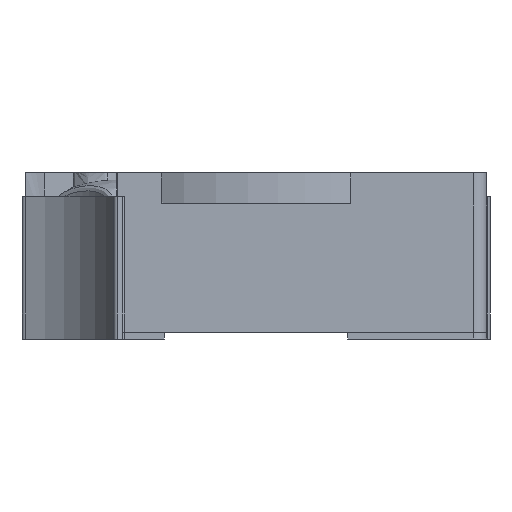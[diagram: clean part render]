
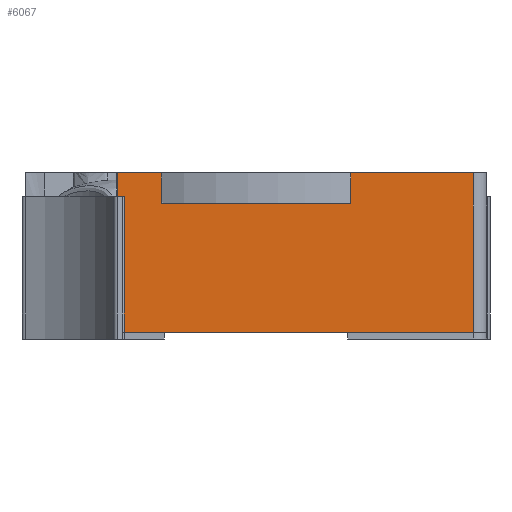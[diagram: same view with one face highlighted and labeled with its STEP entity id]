
A CAD part, front view. The second image highlights one B-rep face of the part: STEP entity #6067.
In plain terms, the highlighted free-form (B-spline) face has degree [1, 1] with [2, 2] control points.
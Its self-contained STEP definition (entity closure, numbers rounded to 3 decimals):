
#5389=CARTESIAN_POINT('',(3.2,-3.4,0.));
#5390=VERTEX_POINT('',#5389);
#5421=CARTESIAN_POINT('',(1.4,-3.4,0.));
#5422=VERTEX_POINT('',#5421);
#5428=CARTESIAN_POINT('',(1.4,-3.4,0.));
#5429=CARTESIAN_POINT('',(3.2,-3.4,0.));
#5430=B_SPLINE_CURVE_WITH_KNOTS('',1,(#5428,#5429),.POLYLINE_FORM.,.F.,.U.,(2,2),(0.706,0.971),.UNSPECIFIED.);
#5431=EDGE_CURVE('',#5422,#5390,#5430,.T.);
#5494=CARTESIAN_POINT('',(-1.4,-3.4,0.));
#5495=VERTEX_POINT('',#5494);
#5496=CARTESIAN_POINT('',(-1.4,-3.4,-0.45));
#5497=VERTEX_POINT('',#5496);
#5498=CARTESIAN_POINT('',(-1.4,-3.4,0.));
#5499=CARTESIAN_POINT('',(-1.4,-3.4,-0.45));
#5500=B_SPLINE_CURVE_WITH_KNOTS('',1,(#5498,#5499),.POLYLINE_FORM.,.F.,.U.,(2,2),(0.582,0.633),.UNSPECIFIED.);
#5501=EDGE_CURVE('',#5495,#5497,#5500,.T.);
#5538=CARTESIAN_POINT('',(1.4,-3.4,-0.45));
#5539=VERTEX_POINT('',#5538);
#5545=CARTESIAN_POINT('',(1.4,-3.4,-0.45));
#5546=CARTESIAN_POINT('',(1.4,-3.4,0.));
#5547=B_SPLINE_CURVE_WITH_KNOTS('',1,(#5545,#5546),.POLYLINE_FORM.,.F.,.U.,(2,2),(0.367,0.418),.UNSPECIFIED.);
#5548=EDGE_CURVE('',#5539,#5422,#5547,.T.);
#5612=CARTESIAN_POINT('',(-1.4,-3.4,-0.45));
#5613=CARTESIAN_POINT('',(1.4,-3.4,-0.45));
#5614=B_SPLINE_CURVE_WITH_KNOTS('',1,(#5612,#5613),.POLYLINE_FORM.,.F.,.U.,(2,2),(0.348,0.652),.UNSPECIFIED.);
#5615=EDGE_CURVE('',#5497,#5539,#5614,.T.);
#5973=CARTESIAN_POINT('',(3.2,-3.4,-2.35));
#5974=VERTEX_POINT('',#5973);
#6019=CARTESIAN_POINT('',(-2.045,-3.4,-2.35));
#6020=VERTEX_POINT('',#6019);
#6027=CARTESIAN_POINT('',(-2.045,-3.4,-2.35));
#6028=CARTESIAN_POINT('',(3.2,-3.4,-2.35));
#6029=B_SPLINE_CURVE_WITH_KNOTS('',1,(#6027,#6028),.POLYLINE_FORM.,.F.,.U.,(2,2),(0.199,0.971),.UNSPECIFIED.);
#6030=EDGE_CURVE('',#6020,#5974,#6029,.T.);
#6038=CARTESIAN_POINT('',(-3.4,-3.4,0.));
#6039=CARTESIAN_POINT('',(-3.4,-3.4,-2.35));
#6040=CARTESIAN_POINT('',(3.4,-3.4,0.));
#6041=CARTESIAN_POINT('',(3.4,-3.4,-2.35));
#6042=B_SPLINE_SURFACE_WITH_KNOTS('',1,1,((#6038,#6039),(#6040,#6041)),.PLANE_SURF.,.F.,.F.,.U.,(2,2),(2,2),(0.,1.),(0.,1.),.UNSPECIFIED.);
#6043=CARTESIAN_POINT('',(3.2,-3.4,0.));
#6044=CARTESIAN_POINT('',(3.2,-3.4,-2.35));
#6045=B_SPLINE_CURVE_WITH_KNOTS('',1,(#6043,#6044),.POLYLINE_FORM.,.F.,.U.,(2,2),(0.,1.),.UNSPECIFIED.);
#6046=EDGE_CURVE('',#5390,#5974,#6045,.T.);
#6047=ORIENTED_EDGE('',*,*,#6046,.T.);
#6048=ORIENTED_EDGE('',*,*,#6030,.F.);
#6049=CARTESIAN_POINT('',(-2.045,-3.4,0.));
#6050=VERTEX_POINT('',#6049);
#6051=CARTESIAN_POINT('',(-2.045,-3.4,0.));
#6052=CARTESIAN_POINT('',(-2.045,-3.4,-2.35));
#6053=B_SPLINE_CURVE_WITH_KNOTS('',1,(#6051,#6052),.POLYLINE_FORM.,.F.,.U.,(2,2),(0.,0.679),.UNSPECIFIED.);
#6054=EDGE_CURVE('',#6050,#6020,#6053,.T.);
#6055=ORIENTED_EDGE('',*,*,#6054,.F.);
#6056=CARTESIAN_POINT('',(-2.045,-3.4,0.));
#6057=CARTESIAN_POINT('',(-1.4,-3.4,0.));
#6058=B_SPLINE_CURVE_WITH_KNOTS('',1,(#6056,#6057),.POLYLINE_FORM.,.F.,.U.,(2,2),(0.199,0.294),.UNSPECIFIED.);
#6059=EDGE_CURVE('',#6050,#5495,#6058,.T.);
#6060=ORIENTED_EDGE('',*,*,#6059,.T.);
#6061=ORIENTED_EDGE('',*,*,#5501,.T.);
#6062=ORIENTED_EDGE('',*,*,#5615,.T.);
#6063=ORIENTED_EDGE('',*,*,#5548,.T.);
#6064=ORIENTED_EDGE('',*,*,#5431,.T.);
#6065=EDGE_LOOP('',(#6047,#6048,#6055,#6060,#6061,#6062,#6063,#6064));
#6066=FACE_OUTER_BOUND('',#6065,.F.);
#6067=ADVANCED_FACE('',(#6066),#6042,.F.);
